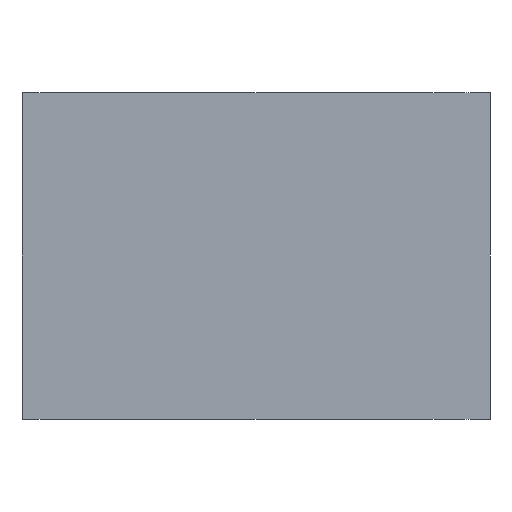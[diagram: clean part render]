
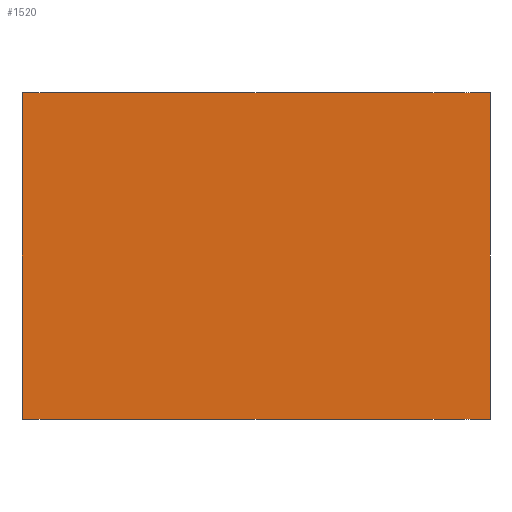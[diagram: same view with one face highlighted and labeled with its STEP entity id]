
A CAD part, front view. The second image highlights one B-rep face of the part: STEP entity #1520.
In plain terms, the highlighted planar face has unit normal (0, -1, 0).
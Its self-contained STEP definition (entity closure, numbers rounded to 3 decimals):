
#30 = VERTEX_POINT ( 'NONE', #42 ) ;
#32 = VERTEX_POINT ( 'NONE', #1657 ) ;
#42 = CARTESIAN_POINT ( 'NONE',  ( 21.5, 0., 0. ) ) ;
#44 = DIRECTION ( 'NONE',  ( 1., 0., 0. ) ) ;
#78 = AXIS2_PLACEMENT_3D ( 'NONE', #1188, #761, #614 ) ;
#102 = EDGE_CURVE ( 'NONE', #1551, #30, #1522, .T. ) ;
#281 = LINE ( 'NONE', #933, #1061 ) ;
#326 = CARTESIAN_POINT ( 'NONE',  ( 21.5, 0., 0. ) ) ;
#358 = FACE_OUTER_BOUND ( 'NONE', #860, .T. ) ;
#493 = DIRECTION ( 'NONE',  ( 0., 0., -1. ) ) ;
#588 = CARTESIAN_POINT ( 'NONE',  ( 21.5, 0., 30. ) ) ;
#614 = DIRECTION ( 'NONE',  ( -1., 0., 0. ) ) ;
#660 = DIRECTION ( 'NONE',  ( 0., 0., -1. ) ) ;
#677 = LINE ( 'NONE', #326, #1695 ) ;
#761 = DIRECTION ( 'NONE',  ( 0., 1., 0. ) ) ;
#810 = CARTESIAN_POINT ( 'NONE',  ( 21.5, 0., 30. ) ) ;
#860 = EDGE_LOOP ( 'NONE', ( #1204, #1812, #1565, #1324 ) ) ;
#933 = CARTESIAN_POINT ( 'NONE',  ( -21.5, 0., 30. ) ) ;
#1045 = VECTOR ( 'NONE', #660, 1000. ) ;
#1055 = EDGE_CURVE ( 'NONE', #1613, #1551, #1275, .T. ) ;
#1059 = CARTESIAN_POINT ( 'NONE',  ( 21.5, 0., 30. ) ) ;
#1061 = VECTOR ( 'NONE', #493, 1000. ) ;
#1188 = CARTESIAN_POINT ( 'NONE',  ( 21.5, 0., 30. ) ) ;
#1204 = ORIENTED_EDGE ( 'NONE', *, *, #1625, .T. ) ;
#1275 = LINE ( 'NONE', #588, #1652 ) ;
#1309 = DIRECTION ( 'NONE',  ( 1., 0., 0. ) ) ;
#1324 = ORIENTED_EDGE ( 'NONE', *, *, #1569, .T. ) ;
#1520 = ADVANCED_FACE ( 'NONE', ( #358 ), #1755, .F. ) ;
#1522 = LINE ( 'NONE', #810, #1045 ) ;
#1551 = VERTEX_POINT ( 'NONE', #1059 ) ;
#1565 = ORIENTED_EDGE ( 'NONE', *, *, #1055, .F. ) ;
#1569 = EDGE_CURVE ( 'NONE', #1613, #32, #281, .T. ) ;
#1613 = VERTEX_POINT ( 'NONE', #1775 ) ;
#1625 = EDGE_CURVE ( 'NONE', #32, #30, #677, .T. ) ;
#1652 = VECTOR ( 'NONE', #1309, 1000. ) ;
#1657 = CARTESIAN_POINT ( 'NONE',  ( -21.5, 0., 0. ) ) ;
#1695 = VECTOR ( 'NONE', #44, 1000. ) ;
#1755 = PLANE ( 'NONE',  #78 ) ;
#1775 = CARTESIAN_POINT ( 'NONE',  ( -21.5, 0., 30. ) ) ;
#1812 = ORIENTED_EDGE ( 'NONE', *, *, #102, .F. ) ;
